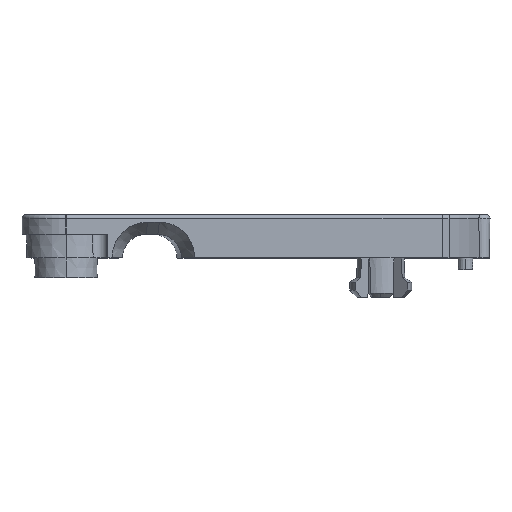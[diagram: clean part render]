
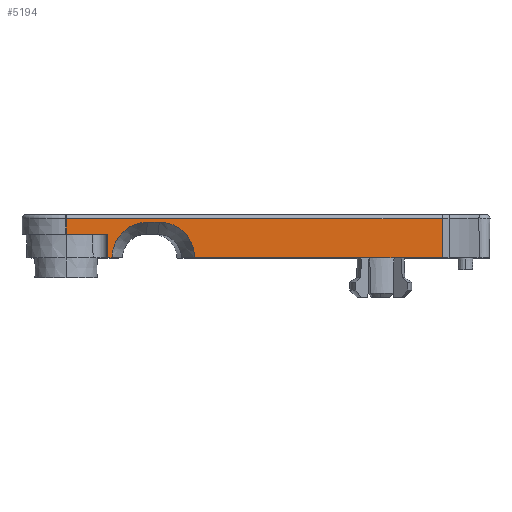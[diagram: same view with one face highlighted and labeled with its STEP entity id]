
A CAD part, top view. The second image highlights one B-rep face of the part: STEP entity #5194.
In plain terms, the highlighted planar face has unit normal (0.069, -0.018, 0.998).
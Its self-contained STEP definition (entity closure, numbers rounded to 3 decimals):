
#146 = LINE ( 'NONE', #6651, #2095 ) ;
#298 = EDGE_CURVE ( 'NONE', #9706, #1237, #146, .T. ) ;
#340 = ORIENTED_EDGE ( 'NONE', *, *, #298, .T. ) ;
#562 = CARTESIAN_POINT ( 'NONE',  ( 11.857, 10.046, 4.787 ) ) ;
#670 = CARTESIAN_POINT ( 'NONE',  ( 0.02, 10.491, 5.611 ) ) ;
#796 = EDGE_CURVE ( 'NONE', #4987, #9706, #4208, .T. ) ;
#839 = FACE_OUTER_BOUND ( 'NONE', #1641, .T. ) ;
#1006 = DIRECTION ( 'NONE',  ( 0.998, 0., -0.069 ) ) ;
#1075 = DIRECTION ( 'NONE',  ( 0.998, 0., -0.069 ) ) ;
#1077 = VERTEX_POINT ( 'NONE', #7698 ) ;
#1237 = VERTEX_POINT ( 'NONE', #670 ) ;
#1242 = VERTEX_POINT ( 'NONE', #562 ) ;
#1258 = DIRECTION ( 'NONE',  ( 0.016, -1., -0.019 ) ) ;
#1264 = CARTESIAN_POINT ( 'NONE',  ( 0.019, 8.5, 5.576 ) ) ;
#1399 = CARTESIAN_POINT ( 'NONE',  ( 0.385, 10.046, 5.578 ) ) ;
#1425 = ORIENTED_EDGE ( 'NONE', *, *, #796, .T. ) ;
#1444 = CARTESIAN_POINT ( 'NONE',  ( 16.371, 8.157, 4.443 ) ) ;
#1641 = EDGE_LOOP ( 'NONE', ( #340, #4302, #3595, #8349, #5533, #9537, #8212, #8959, #10141, #1425 ) ) ;
#1755 = CARTESIAN_POINT ( 'NONE',  ( 16.341, 5.5, 4.398 ) ) ;
#1798 = VECTOR ( 'NONE', #3000, 1000. ) ;
#1854 = CARTESIAN_POINT ( 'NONE',  ( 0.379, 5.5, 5.499 ) ) ;
#2095 = VECTOR ( 'NONE', #9410, 1000. ) ;
#2109 = CARTESIAN_POINT ( 'NONE',  ( 0.383, 8.5, 5.551 ) ) ;
#2262 = DIRECTION ( 'NONE',  ( 0.069, -0.017, 0.997 ) ) ;
#2295 = CARTESIAN_POINT ( 'NONE',  ( 0.02, 9.828, 5.599 ) ) ;
#2462 = B_SPLINE_CURVE_WITH_KNOTS ( 'NONE', 3,
 ( #3153, #2295, #3997, #9930 ),
 .UNSPECIFIED., .F., .F.,
 ( 4, 4 ),
 ( 0., 0.002 ),
 .UNSPECIFIED. ) ;
#2590 = CARTESIAN_POINT ( 'NONE',  ( 7.71, 10.046, 5.073 ) ) ;
#2961 = EDGE_CURVE ( 'NONE', #9068, #1077, #10857, .T. ) ;
#2968 = DIRECTION ( 'NONE',  ( 0.001, 1., 0.017 ) ) ;
#3000 = DIRECTION ( 'NONE',  ( -0.998, 0., 0.069 ) ) ;
#3057 = EDGE_CURVE ( 'NONE', #10708, #1077, #3539, .T. ) ;
#3153 = CARTESIAN_POINT ( 'NONE',  ( 0.02, 10.491, 5.611 ) ) ;
#3256 = CARTESIAN_POINT ( 'NONE',  ( 5.219, 8.5, 5.218 ) ) ;
#3485 = CARTESIAN_POINT ( 'NONE',  ( 5.866, 5.5, 5.121 ) ) ;
#3539 = LINE ( 'NONE', #1854, #5489 ) ;
#3595 = ORIENTED_EDGE ( 'NONE', *, *, #3699, .F. ) ;
#3642 = VERTEX_POINT ( 'NONE', #1264 ) ;
#3692 = CARTESIAN_POINT ( 'NONE',  ( 47.8, 5.5, 2.229 ) ) ;
#3695 = CARTESIAN_POINT ( 'NONE',  ( 5.268, 5.5, 5.162 ) ) ;
#3699 = EDGE_CURVE ( 'NONE', #3800, #3642, #4029, .T. ) ;
#3800 = VERTEX_POINT ( 'NONE', #3256 ) ;
#3988 = CARTESIAN_POINT ( 'NONE',  ( 11.857, 10.046, 4.787 ) ) ;
#3997 = CARTESIAN_POINT ( 'NONE',  ( 0.02, 9.164, 5.588 ) ) ;
#4029 = LINE ( 'NONE', #2109, #1798 ) ;
#4208 = LINE ( 'NONE', #7047, #4998 ) ;
#4302 = ORIENTED_EDGE ( 'NONE', *, *, #9976, .T. ) ;
#4455 = LINE ( 'NONE', #1399, #6712 ) ;
#4653 = CARTESIAN_POINT ( 'NONE',  ( 10.361, 10.046, 4.89 ) ) ;
#4888 =( BOUNDED_CURVE ( )  B_SPLINE_CURVE ( 3, ( #7378, #1444, #9069, #3988 ),
 .UNSPECIFIED., .F., .F. ) 
 B_SPLINE_CURVE_WITH_KNOTS ( ( 4, 4 ),
 ( 4.702, 6.283 ),
 .UNSPECIFIED. ) 
 CURVE ( )  GEOMETRIC_REPRESENTATION_ITEM ( )  RATIONAL_B_SPLINE_CURVE ( ( 1., 0.802, 0.802, 1. ) ) 
 REPRESENTATION_ITEM ( '' )  );
#4906 = LINE ( 'NONE', #7119, #6637 ) ;
#4987 = VERTEX_POINT ( 'NONE', #3692 ) ;
#4998 = VECTOR ( 'NONE', #2968, 1000. ) ;
#5194 = ADVANCED_FACE ( 'NONE', ( #839 ), #7350, .T. ) ;
#5365 = VERTEX_POINT ( 'NONE', #1755 ) ;
#5441 = AXIS2_PLACEMENT_3D ( 'NONE', #10703, #2262, #8208 ) ;
#5489 = VECTOR ( 'NONE', #1006, 1000. ) ;
#5533 = ORIENTED_EDGE ( 'NONE', *, *, #3057, .T. ) ;
#5915 = VECTOR ( 'NONE', #1075, 1000. ) ;
#6182 = LINE ( 'NONE', #8673, #5915 ) ;
#6457 = DIRECTION ( 'NONE',  ( -0.998, 0., 0.069 ) ) ;
#6637 = VECTOR ( 'NONE', #1258, 1000. ) ;
#6651 = CARTESIAN_POINT ( 'NONE',  ( 0.003, 10.491, 5.612 ) ) ;
#6712 = VECTOR ( 'NONE', #6457, 1000. ) ;
#6798 = EDGE_CURVE ( 'NONE', #3800, #10708, #4906, .T. ) ;
#6849 = CARTESIAN_POINT ( 'NONE',  ( 10.361, 10.046, 4.89 ) ) ;
#6889 = EDGE_CURVE ( 'NONE', #5365, #1242, #4888, .T. ) ;
#7047 = CARTESIAN_POINT ( 'NONE',  ( 47.8, 5.5, 2.229 ) ) ;
#7119 = CARTESIAN_POINT ( 'NONE',  ( 5.269, 5.404, 5.16 ) ) ;
#7350 = PLANE ( 'NONE',  #5441 ) ;
#7378 = CARTESIAN_POINT ( 'NONE',  ( 16.341, 5.5, 4.398 ) ) ;
#7698 = CARTESIAN_POINT ( 'NONE',  ( 5.866, 5.5, 5.121 ) ) ;
#8208 = DIRECTION ( 'NONE',  ( 0.998, 0., -0.069 ) ) ;
#8212 = ORIENTED_EDGE ( 'NONE', *, *, #9569, .F. ) ;
#8349 = ORIENTED_EDGE ( 'NONE', *, *, #6798, .T. ) ;
#8557 = CARTESIAN_POINT ( 'NONE',  ( 5.843, 8.157, 5.169 ) ) ;
#8673 = CARTESIAN_POINT ( 'NONE',  ( 0.379, 5.5, 5.499 ) ) ;
#8959 = ORIENTED_EDGE ( 'NONE', *, *, #6889, .F. ) ;
#9068 = VERTEX_POINT ( 'NONE', #4653 ) ;
#9069 = CARTESIAN_POINT ( 'NONE',  ( 14.508, 10.046, 4.604 ) ) ;
#9410 = DIRECTION ( 'NONE',  ( -0.998, 0., 0.069 ) ) ;
#9506 = CARTESIAN_POINT ( 'NONE',  ( 47.806, 10.491, 2.316 ) ) ;
#9537 = ORIENTED_EDGE ( 'NONE', *, *, #2961, .F. ) ;
#9569 = EDGE_CURVE ( 'NONE', #1242, #9068, #4455, .T. ) ;
#9706 = VERTEX_POINT ( 'NONE', #9506 ) ;
#9743 = EDGE_CURVE ( 'NONE', #5365, #4987, #6182, .T. ) ;
#9930 = CARTESIAN_POINT ( 'NONE',  ( 0.019, 8.5, 5.576 ) ) ;
#9976 = EDGE_CURVE ( 'NONE', #1237, #3642, #2462, .T. ) ;
#10141 = ORIENTED_EDGE ( 'NONE', *, *, #9743, .T. ) ;
#10703 = CARTESIAN_POINT ( 'NONE',  ( 0.379, 5.5, 5.499 ) ) ;
#10708 = VERTEX_POINT ( 'NONE', #3695 ) ;
#10857 =( BOUNDED_CURVE ( )  B_SPLINE_CURVE ( 3, ( #6849, #2590, #8557, #3485 ),
 .UNSPECIFIED., .F., .F. ) 
 B_SPLINE_CURVE_WITH_KNOTS ( ( 4, 4 ),
 ( 0., 1.581 ),
 .UNSPECIFIED. ) 
 CURVE ( )  GEOMETRIC_REPRESENTATION_ITEM ( )  RATIONAL_B_SPLINE_CURVE ( ( 1., 0.802, 0.802, 1. ) ) 
 REPRESENTATION_ITEM ( '' )  );
